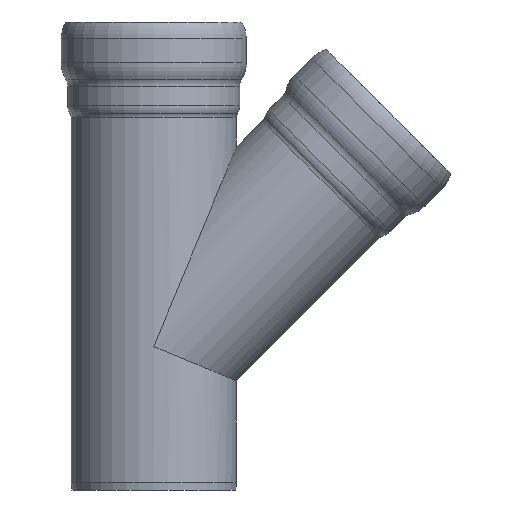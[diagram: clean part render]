
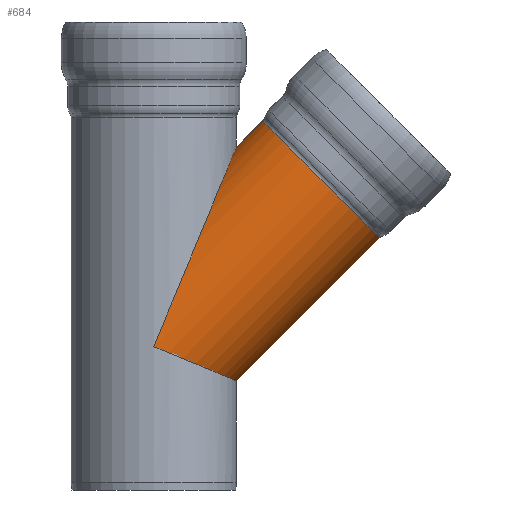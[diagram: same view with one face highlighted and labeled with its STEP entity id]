
A CAD part, front view. The second image highlights one B-rep face of the part: STEP entity #684.
In plain terms, the highlighted cylindrical face has radius 1095 mm (diameter 2190 mm), a full revolution.
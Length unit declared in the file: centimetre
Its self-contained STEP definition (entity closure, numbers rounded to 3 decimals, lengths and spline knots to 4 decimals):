
#98=CIRCLE('',#804,109.5);
#99=CIRCLE('',#805,109.5);
#159=FACE_OUTER_BOUND('',#202,.T.);
#202=EDGE_LOOP('',(#616,#617,#618,#619,#620,#621,#622));
#225=LINE('',#1720,#242);
#242=VECTOR('',#1063,109.5);
#248=ELLIPSE('',#756,118.5219,109.5);
#249=ELLIPSE('',#757,286.1373,109.5);
#250=ELLIPSE('',#758,118.5219,109.5);
#288=VERTEX_POINT('',#1408);
#289=VERTEX_POINT('',#1409);
#290=VERTEX_POINT('',#1411);
#315=VERTEX_POINT('',#1714);
#316=VERTEX_POINT('',#1716);
#377=EDGE_CURVE('',#288,#289,#248,.T.);
#378=EDGE_CURVE('',#290,#288,#249,.T.);
#379=EDGE_CURVE('',#289,#290,#250,.T.);
#417=EDGE_CURVE('',#316,#315,#98,.T.);
#418=EDGE_CURVE('',#315,#316,#99,.T.);
#419=EDGE_CURVE('',#289,#316,#225,.T.);
#616=ORIENTED_EDGE('',*,*,#377,.T.);
#617=ORIENTED_EDGE('',*,*,#419,.T.);
#618=ORIENTED_EDGE('',*,*,#417,.T.);
#619=ORIENTED_EDGE('',*,*,#418,.T.);
#620=ORIENTED_EDGE('',*,*,#419,.F.);
#621=ORIENTED_EDGE('',*,*,#379,.T.);
#622=ORIENTED_EDGE('',*,*,#378,.T.);
#646=CYLINDRICAL_SURFACE('',#806,109.5);
#684=ADVANCED_FACE('',(#159),#646,.T.);
#756=AXIS2_PLACEMENT_3D('',#1410,#957,#958);
#757=AXIS2_PLACEMENT_3D('',#1412,#959,#960);
#758=AXIS2_PLACEMENT_3D('',#1413,#961,#962);
#804=AXIS2_PLACEMENT_3D('',#1717,#1057,#1058);
#805=AXIS2_PLACEMENT_3D('',#1718,#1059,#1060);
#806=AXIS2_PLACEMENT_3D('',#1719,#1061,#1062);
#957=DIRECTION('center_axis',(0.383,0.,0.924));
#958=DIRECTION('ref_axis',(0.924,0.,-0.383));
#959=DIRECTION('center_axis',(0.924,0.,-0.383));
#960=DIRECTION('ref_axis',(0.383,0.,0.924));
#961=DIRECTION('center_axis',(0.383,0.,0.924));
#962=DIRECTION('ref_axis',(0.924,0.,-0.383));
#1057=DIRECTION('center_axis',(-0.707,0.,
-0.707));
#1058=DIRECTION('ref_axis',(0.707,0.,-0.707));
#1059=DIRECTION('center_axis',(-0.707,0.,
-0.707));
#1060=DIRECTION('ref_axis',(0.707,0.,-0.707));
#1061=DIRECTION('center_axis',(-0.707,0.,
-0.707));
#1062=DIRECTION('ref_axis',(-0.707,0.,0.707));
#1063=DIRECTION('',(0.707,0.,0.707));
#1408=CARTESIAN_POINT('',(0.,-109.5,190.));
#1409=CARTESIAN_POINT('',(109.5,0.,144.6436));
#1410=CARTESIAN_POINT('Origin',(0.,0.,190.));
#1411=CARTESIAN_POINT('',(0.,109.5,190.));
#1412=CARTESIAN_POINT('Origin',(0.,0.,190.));
#1413=CARTESIAN_POINT('Origin',(0.,0.,190.));
#1714=CARTESIAN_POINT('',(221.5705,-109.5,411.5705));
#1716=CARTESIAN_POINT('',(298.9987,0.,334.1423));
#1717=CARTESIAN_POINT('Origin',(221.5705,0.,411.5705));
#1718=CARTESIAN_POINT('Origin',(221.5705,0.,411.5705));
#1719=CARTESIAN_POINT('Origin',(50.6812,0.,240.6812));
#1720=CARTESIAN_POINT('',(128.1094,0.,163.253));
